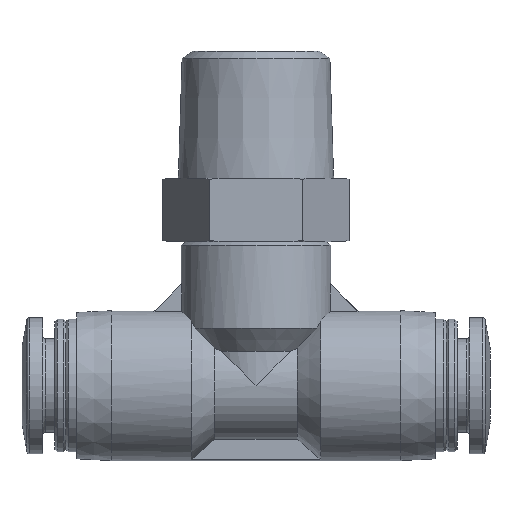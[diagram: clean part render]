
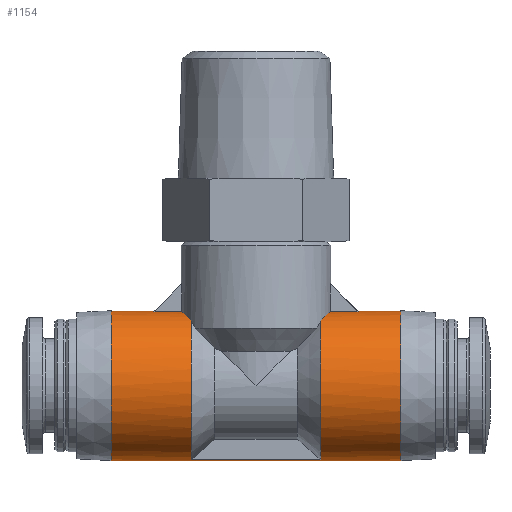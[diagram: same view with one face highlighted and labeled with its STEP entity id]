
A CAD part, front view. The second image highlights one B-rep face of the part: STEP entity #1154.
In plain terms, the highlighted cylindrical face has radius 6.5 mm (diameter 13 mm), a full revolution.
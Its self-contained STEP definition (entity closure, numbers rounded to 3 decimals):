
#124=LINE('',#1873,#161);
#127=LINE('',#1879,#164);
#149=LINE('',#2066,#186);
#150=LINE('',#2067,#187);
#151=LINE('',#2068,#188);
#152=LINE('',#2069,#189);
#161=VECTOR('',#1454,1000.);
#164=VECTOR('',#1459,1000.);
#186=VECTOR('',#1567,1000.);
#187=VECTOR('',#1568,1000.);
#188=VECTOR('',#1569,1000.);
#189=VECTOR('',#1570,1000.);
#198=ELLIPSE('',#1241,9.192,6.5);
#200=ELLIPSE('',#1243,9.192,6.5);
#201=ELLIPSE('',#1244,9.192,6.5);
#203=ELLIPSE('',#1246,9.192,6.5);
#204=ELLIPSE('',#1288,9.192,6.5);
#205=ELLIPSE('',#1291,9.192,6.5);
#400=ORIENTED_EDGE('',*,*,#619,.F.);
#401=ORIENTED_EDGE('',*,*,#620,.F.);
#402=ORIENTED_EDGE('',*,*,#621,.T.);
#403=ORIENTED_EDGE('',*,*,#548,.T.);
#404=ORIENTED_EDGE('',*,*,#540,.F.);
#405=ORIENTED_EDGE('',*,*,#622,.F.);
#406=ORIENTED_EDGE('',*,*,#530,.T.);
#407=ORIENTED_EDGE('',*,*,#557,.T.);
#408=ORIENTED_EDGE('',*,*,#561,.F.);
#409=ORIENTED_EDGE('',*,*,#618,.T.);
#410=ORIENTED_EDGE('',*,*,#558,.T.);
#411=ORIENTED_EDGE('',*,*,#553,.T.);
#412=ORIENTED_EDGE('',*,*,#532,.T.);
#413=ORIENTED_EDGE('',*,*,#623,.T.);
#414=ORIENTED_EDGE('',*,*,#538,.F.);
#415=ORIENTED_EDGE('',*,*,#552,.T.);
#416=ORIENTED_EDGE('',*,*,#624,.F.);
#417=ORIENTED_EDGE('',*,*,#625,.T.);
#530=EDGE_CURVE('',#679,#681,#784,.T.);
#532=EDGE_CURVE('',#683,#682,#785,.T.);
#538=EDGE_CURVE('',#687,#685,#786,.T.);
#540=EDGE_CURVE('',#688,#689,#787,.T.);
#548=EDGE_CURVE('',#692,#689,#198,.F.);
#552=EDGE_CURVE('',#687,#695,#200,.F.);
#553=EDGE_CURVE('',#696,#683,#201,.F.);
#557=EDGE_CURVE('',#681,#699,#203,.F.);
#558=EDGE_CURVE('',#700,#696,#124,.F.);
#561=EDGE_CURVE('',#701,#699,#127,.F.);
#618=EDGE_CURVE('',#701,#700,#204,.F.);
#619=EDGE_CURVE('',#741,#741,#808,.T.);
#620=EDGE_CURVE('',#742,#743,#205,.T.);
#621=EDGE_CURVE('',#742,#692,#149,.T.);
#622=EDGE_CURVE('',#679,#688,#150,.T.);
#623=EDGE_CURVE('',#682,#685,#151,.T.);
#624=EDGE_CURVE('',#743,#695,#152,.T.);
#625=EDGE_CURVE('',#744,#744,#809,.T.);
#679=VERTEX_POINT('',#1780);
#681=VERTEX_POINT('',#1790);
#682=VERTEX_POINT('',#1797);
#683=VERTEX_POINT('',#1799);
#685=VERTEX_POINT('',#1814);
#687=VERTEX_POINT('',#1824);
#688=VERTEX_POINT('',#1831);
#689=VERTEX_POINT('',#1833);
#692=VERTEX_POINT('',#1855);
#695=VERTEX_POINT('',#1861);
#696=VERTEX_POINT('',#1864);
#699=VERTEX_POINT('',#1870);
#700=VERTEX_POINT('',#1874);
#701=VERTEX_POINT('',#1878);
#741=VERTEX_POINT('',#2062);
#742=VERTEX_POINT('',#2064);
#743=VERTEX_POINT('',#2065);
#744=VERTEX_POINT('',#2071);
#784=CIRCLE('',#1224,6.5);
#785=CIRCLE('',#1226,6.5);
#786=CIRCLE('',#1228,6.5);
#787=CIRCLE('',#1230,6.5);
#808=CIRCLE('',#1290,6.5);
#809=CIRCLE('',#1292,6.5);
#890=EDGE_LOOP('',(#400));
#891=EDGE_LOOP('',(#401,#402,#403,#404,#405,#406,#407,#408,#409,#410,#411,
#412,#413,#414,#415,#416));
#892=EDGE_LOOP('',(#417));
#1017=FACE_BOUND('',#890,.T.);
#1018=FACE_BOUND('',#891,.T.);
#1019=FACE_BOUND('',#892,.T.);
#1104=CYLINDRICAL_SURFACE('',#1289,6.5);
#1154=ADVANCED_FACE('',(#1017,#1018,#1019),#1104,.T.);
#1224=AXIS2_PLACEMENT_3D('',#1791,#1402,#1403);
#1226=AXIS2_PLACEMENT_3D('',#1798,#1406,#1407);
#1228=AXIS2_PLACEMENT_3D('',#1825,#1410,#1411);
#1230=AXIS2_PLACEMENT_3D('',#1832,#1414,#1415);
#1241=AXIS2_PLACEMENT_3D('',#1854,#1436,#1437);
#1243=AXIS2_PLACEMENT_3D('',#1862,#1442,#1443);
#1244=AXIS2_PLACEMENT_3D('',#1863,#1444,#1445);
#1246=AXIS2_PLACEMENT_3D('',#1871,#1450,#1451);
#1288=AXIS2_PLACEMENT_3D('',#2059,#1559,#1560);
#1289=AXIS2_PLACEMENT_3D('',#2060,#1561,#1562);
#1290=AXIS2_PLACEMENT_3D('',#2061,#1563,#1564);
#1291=AXIS2_PLACEMENT_3D('',#2063,#1565,#1566);
#1292=AXIS2_PLACEMENT_3D('',#2070,#1571,#1572);
#1402=DIRECTION('',(1.,0.,0.));
#1403=DIRECTION('',(0.,0.,-1.));
#1406=DIRECTION('',(1.,0.,0.));
#1407=DIRECTION('',(0.,0.,-1.));
#1410=DIRECTION('',(1.,0.,0.));
#1411=DIRECTION('',(0.,0.,-1.));
#1414=DIRECTION('',(1.,0.,0.));
#1415=DIRECTION('',(0.,0.,-1.));
#1436=DIRECTION('',(0.707,0.,0.707));
#1437=DIRECTION('',(-0.707,0.,0.707));
#1442=DIRECTION('',(0.707,0.,0.707));
#1443=DIRECTION('',(-0.707,0.,0.707));
#1444=DIRECTION('',(-0.707,0.,0.707));
#1445=DIRECTION('',(0.707,0.,0.707));
#1450=DIRECTION('',(-0.707,0.,0.707));
#1451=DIRECTION('',(0.707,0.,0.707));
#1454=DIRECTION('',(1.,0.,0.));
#1459=DIRECTION('',(1.,0.,0.));
#1559=DIRECTION('',(-0.707,0.,-0.707));
#1560=DIRECTION('',(0.707,0.,-0.707));
#1561=DIRECTION('',(1.,0.,0.));
#1562=DIRECTION('',(0.,0.,-1.));
#1563=DIRECTION('',(1.,0.,0.));
#1564=DIRECTION('',(0.,0.,-1.));
#1565=DIRECTION('',(0.707,0.,-0.707));
#1566=DIRECTION('',(0.707,0.,0.707));
#1567=DIRECTION('',(1.,0.,0.));
#1568=DIRECTION('',(-1.,0.,0.));
#1569=DIRECTION('',(-1.,0.,0.));
#1570=DIRECTION('',(1.,0.,0.));
#1571=DIRECTION('',(1.,0.,0.));
#1572=DIRECTION('',(0.,0.,-1.));
#1780=CARTESIAN_POINT('',(5.6,1.,-6.423));
#1790=CARTESIAN_POINT('',(5.6,3.3,5.6));
#1791=CARTESIAN_POINT('',(5.6,0.,0.));
#1797=CARTESIAN_POINT('',(5.6,-1.,-6.423));
#1798=CARTESIAN_POINT('',(5.6,0.,0.));
#1799=CARTESIAN_POINT('',(5.6,-3.3,5.6));
#1814=CARTESIAN_POINT('',(-5.6,-1.,-6.423));
#1824=CARTESIAN_POINT('',(-5.6,-3.3,5.6));
#1825=CARTESIAN_POINT('',(-5.6,0.,0.));
#1831=CARTESIAN_POINT('',(-5.6,1.,-6.423));
#1832=CARTESIAN_POINT('',(-5.6,0.,0.));
#1833=CARTESIAN_POINT('',(-5.6,3.3,5.6));
#1854=CARTESIAN_POINT('',(0.,0.,0.));
#1855=CARTESIAN_POINT('',(-6.423,1.,6.423));
#1861=CARTESIAN_POINT('',(-6.423,-1.,6.423));
#1862=CARTESIAN_POINT('',(0.,0.,0.));
#1863=CARTESIAN_POINT('',(0.,0.,0.));
#1864=CARTESIAN_POINT('',(6.423,-1.,6.423));
#1870=CARTESIAN_POINT('',(6.423,1.,6.423));
#1871=CARTESIAN_POINT('',(0.,0.,0.));
#1873=CARTESIAN_POINT('',(20.3,-1.,6.423));
#1874=CARTESIAN_POINT('',(8.851,-1.,6.423));
#1878=CARTESIAN_POINT('',(8.851,1.,6.423));
#1879=CARTESIAN_POINT('',(20.3,1.,6.423));
#2059=CARTESIAN_POINT('',(15.274,0.,0.));
#2060=CARTESIAN_POINT('',(20.3,0.,0.));
#2061=CARTESIAN_POINT('',(12.55,0.,0.));
#2062=CARTESIAN_POINT('',(12.55,0.,-6.5));
#2063=CARTESIAN_POINT('',(-15.274,0.,0.));
#2064=CARTESIAN_POINT('',(-8.851,1.,6.423));
#2065=CARTESIAN_POINT('',(-8.851,-1.,6.423));
#2066=CARTESIAN_POINT('',(20.3,1.,6.423));
#2067=CARTESIAN_POINT('',(5.6,1.,-6.423));
#2068=CARTESIAN_POINT('',(5.6,-1.,-6.423));
#2069=CARTESIAN_POINT('',(20.3,-1.,6.423));
#2070=CARTESIAN_POINT('',(-12.55,0.,0.));
#2071=CARTESIAN_POINT('',(-12.55,0.,-6.5));
